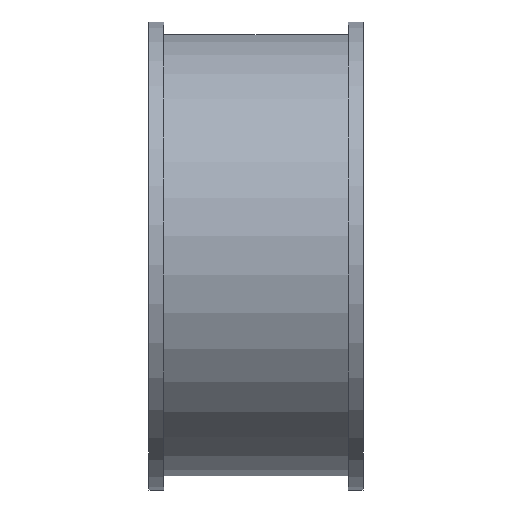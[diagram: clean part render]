
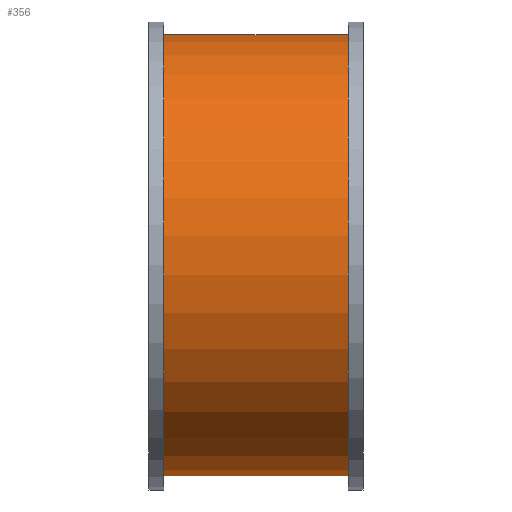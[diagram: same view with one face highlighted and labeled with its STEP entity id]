
A CAD part, left-side view. The second image highlights one B-rep face of the part: STEP entity #356.
In plain terms, the highlighted cylindrical face has radius 30 mm (diameter 60 mm), a partial arc.
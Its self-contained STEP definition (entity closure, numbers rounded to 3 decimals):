
#154=CARTESIAN_POINT('',(2.5,-12.5,29.896));
#155=VERTEX_POINT('',#154);
#162=CARTESIAN_POINT('',(2.5,12.5,29.896));
#163=VERTEX_POINT('',#162);
#164=CARTESIAN_POINT('',(2.5,12.5,29.896));
#165=DIRECTION('',(0.0,-1.0,0.0));
#166=VECTOR('',#165,25.);
#167=LINE('',#164,#166);
#168=EDGE_CURVE('',#163,#155,#167,.T.);
#258=CARTESIAN_POINT('',(-2.5,12.5,29.896));
#259=VERTEX_POINT('',#258);
#266=CARTESIAN_POINT('',(-2.5,-12.5,29.896));
#267=VERTEX_POINT('',#266);
#268=CARTESIAN_POINT('',(-2.5,-12.5,29.896));
#269=DIRECTION('',(0.0,1.0,0.0));
#270=VECTOR('',#269,25.);
#271=LINE('',#268,#270);
#272=EDGE_CURVE('',#267,#259,#271,.T.);
#329=CARTESIAN_POINT('',(0.0,-12.5,0.0));
#330=DIRECTION('',(0.0,-1.0,0.0));
#331=DIRECTION('',(0.0,0.0,1.0));
#332=AXIS2_PLACEMENT_3D('',#329,#330,#331);
#333=CIRCLE('',#332,30.);
#334=EDGE_CURVE('',#267,#155,#333,.T.);
#339=CARTESIAN_POINT('',(0.0,0.0,0.0));
#340=DIRECTION('',(0.0,1.0,0.0));
#341=DIRECTION('',(0.0,0.0,1.0));
#342=AXIS2_PLACEMENT_3D('',#339,#340,#341);
#343=CYLINDRICAL_SURFACE('',#342,30.);
#344=ORIENTED_EDGE('',*,*,#168,.T.);
#345=ORIENTED_EDGE('',*,*,#334,.F.);
#346=ORIENTED_EDGE('',*,*,#272,.T.);
#347=CARTESIAN_POINT('',(0.0,12.5,0.0));
#348=DIRECTION('',(0.0,1.0,0.0));
#349=DIRECTION('',(0.0,0.0,1.0));
#350=AXIS2_PLACEMENT_3D('',#347,#348,#349);
#351=CIRCLE('',#350,30.);
#352=EDGE_CURVE('',#163,#259,#351,.T.);
#353=ORIENTED_EDGE('',*,*,#352,.F.);
#354=EDGE_LOOP('',(#344,#345,#346,#353));
#355=FACE_OUTER_BOUND('',#354,.T.);
#356=ADVANCED_FACE('',(#355),#343,.T.);
